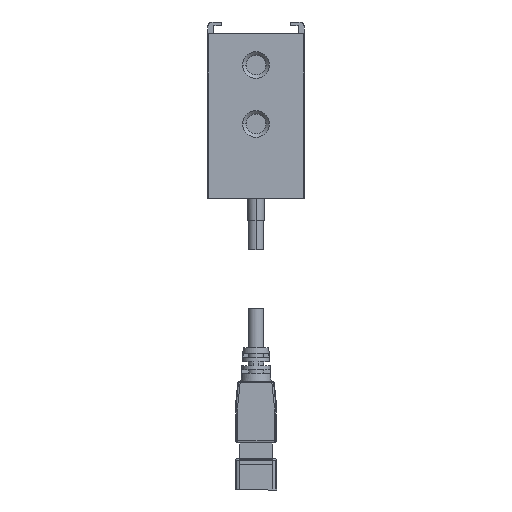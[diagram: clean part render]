
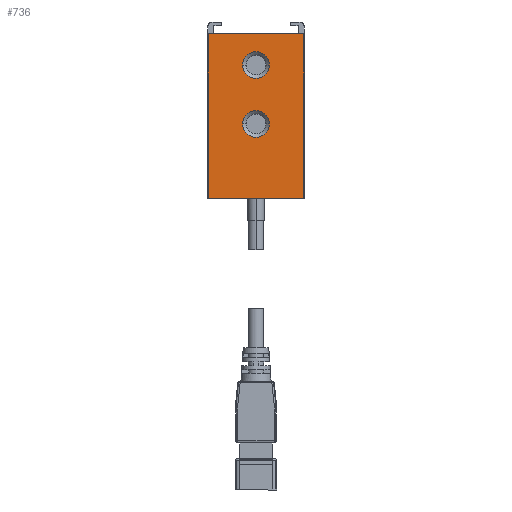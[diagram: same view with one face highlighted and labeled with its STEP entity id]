
A CAD part, left-side view. The second image highlights one B-rep face of the part: STEP entity #736.
In plain terms, the highlighted planar face has unit normal (-1, 0, 0).
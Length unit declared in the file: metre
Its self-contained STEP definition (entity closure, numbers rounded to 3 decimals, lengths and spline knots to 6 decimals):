
#736=ADVANCED_FACE('56:1488',(#2382,#2383,#2384),#2385,.T.);
#2382=FACE_OUTER_BOUND('',#4447,.T.);
#2383=FACE_BOUND('',#4448,.T.);
#2384=FACE_BOUND('',#4449,.T.);
#2385=PLANE('',#4450);
#4447=EDGE_LOOP('',(#11368,#11369,#11370,#11371));
#4448=EDGE_LOOP('',(#11372,#11373));
#4449=EDGE_LOOP('',(#11374,#11375));
#4450=AXIS2_PLACEMENT_3D('',#11376,#11377,#11378);
#11368=ORIENTED_EDGE('',*,*,#16602,.F.);
#11369=ORIENTED_EDGE('',*,*,#16668,.F.);
#11370=ORIENTED_EDGE('',*,*,#16664,.F.);
#11371=ORIENTED_EDGE('',*,*,#16669,.F.);
#11372=ORIENTED_EDGE('',*,*,#14879,.F.);
#11373=ORIENTED_EDGE('',*,*,#16670,.F.);
#11374=ORIENTED_EDGE('',*,*,#14875,.F.);
#11375=ORIENTED_EDGE('',*,*,#16671,.F.);
#11376=CARTESIAN_POINT('',(-0.158,0.,0.012));
#11377=DIRECTION('',(-1.0,0.,0.0));
#11378=DIRECTION('',(0.,-1.0,0.0));
#14875=EDGE_CURVE('56:6504',#17726,#17722,#17728,.T.);
#14879=EDGE_CURVE('56:6501',#17734,#17730,#17736,.T.);
#16602=EDGE_CURVE('56:6297',#20642,#20644,#20645,.T.);
#16664=EDGE_CURVE('56:6483',#20734,#20736,#20737,.T.);
#16668=EDGE_CURVE('56:6495',#20736,#20642,#20741,.T.);
#16669=EDGE_CURVE('56:6498',#20644,#20734,#20742,.T.);
#16670=EDGE_CURVE('56:6501',#17730,#17734,#20743,.T.);
#16671=EDGE_CURVE('56:6504',#17722,#17726,#20744,.T.);
#17722=VERTEX_POINT('',#22321);
#17726=VERTEX_POINT('',#22326);
#17728=CIRCLE('',#22329,0.0034);
#17730=VERTEX_POINT('',#22331);
#17734=VERTEX_POINT('',#22336);
#17736=CIRCLE('',#22339,0.0034);
#20642=VERTEX_POINT('',#26611);
#20644=VERTEX_POINT('',#26614);
#20645=LINE('',#26615,#26616);
#20734=VERTEX_POINT('',#26764);
#20736=VERTEX_POINT('',#26767);
#20737=LINE('',#26768,#26769);
#20741=LINE('',#26776,#26777);
#20742=LINE('',#26778,#26779);
#20743=CIRCLE('',#26780,0.0034);
#20744=CIRCLE('',#26781,0.0034);
#22321=CARTESIAN_POINT('',(-0.158,0.0034,0.019));
#22326=CARTESIAN_POINT('',(-0.158,-0.0034,0.019));
#22329=AXIS2_PLACEMENT_3D('',#29003,#29004,#29005);
#22331=CARTESIAN_POINT('',(-0.158,0.0034,0.034));
#22336=CARTESIAN_POINT('',(-0.158,-0.0034,0.034));
#22339=AXIS2_PLACEMENT_3D('',#29011,#29012,#29013);
#26611=CARTESIAN_POINT('',(-0.158,0.0122,0.04195));
#26614=CARTESIAN_POINT('',(-0.158,-0.0122,0.04195));
#26615=CARTESIAN_POINT('',(-0.158,0.,0.04195));
#26616=VECTOR('',#31585,1.0);
#26764=CARTESIAN_POINT('',(-0.158,-0.0122,0.00005));
#26767=CARTESIAN_POINT('',(-0.158,0.0122,0.00005));
#26768=CARTESIAN_POINT('',(-0.158,0.,0.00005));
#26769=VECTOR('',#31649,1.0);
#26776=CARTESIAN_POINT('',(-0.158,0.0122,0.012));
#26777=VECTOR('',#31653,1.0);
#26778=CARTESIAN_POINT('',(-0.158,-0.0122,0.012));
#26779=VECTOR('',#31654,1.0);
#26780=AXIS2_PLACEMENT_3D('',#31655,#31656,#31657);
#26781=AXIS2_PLACEMENT_3D('',#31658,#31659,#31660);
#29003=CARTESIAN_POINT('',(-0.158,0.,0.019));
#29004=DIRECTION('',(-1.0,0.,0.0));
#29005=DIRECTION('',(0.,1.0,0.0));
#29011=CARTESIAN_POINT('',(-0.158,0.,0.034));
#29012=DIRECTION('',(-1.0,0.,0.0));
#29013=DIRECTION('',(0.,1.0,0.0));
#31585=DIRECTION('',(0.,-1.0,0.0));
#31649=DIRECTION('',(0.,1.0,0.0));
#31653=DIRECTION('',(0.0,0.0,1.0));
#31654=DIRECTION('',(0.0,0.0,-1.0));
#31655=CARTESIAN_POINT('',(-0.158,0.,0.034));
#31656=DIRECTION('',(-1.0,0.,0.0));
#31657=DIRECTION('',(0.,1.0,0.0));
#31658=CARTESIAN_POINT('',(-0.158,0.,0.019));
#31659=DIRECTION('',(-1.0,0.,0.0));
#31660=DIRECTION('',(0.,1.0,0.0));
